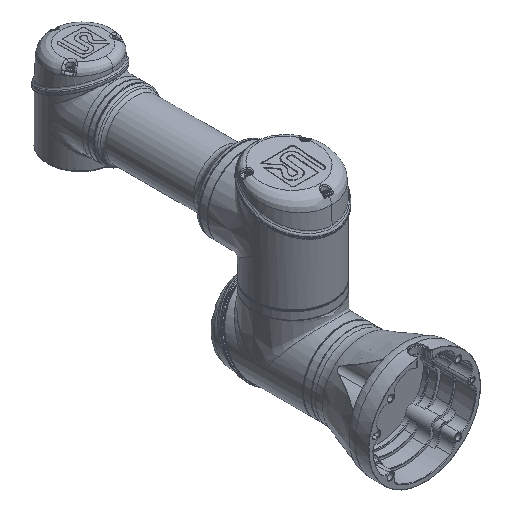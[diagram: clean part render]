
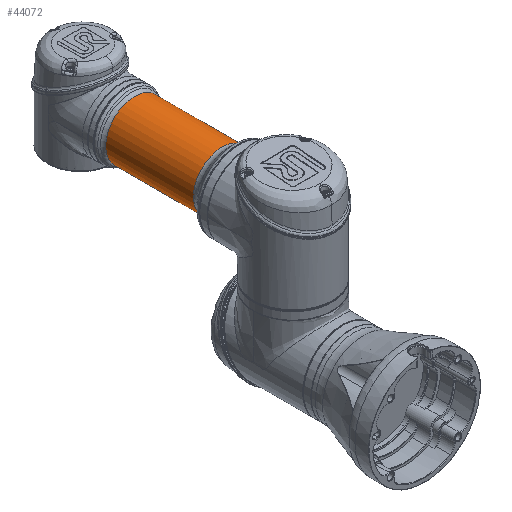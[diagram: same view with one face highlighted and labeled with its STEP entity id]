
A CAD part, isometric view. The second image highlights one B-rep face of the part: STEP entity #44072.
In plain terms, the highlighted cylindrical face has radius 33 mm (diameter 66 mm), a full revolution.
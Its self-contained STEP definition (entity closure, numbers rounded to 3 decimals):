
#7704=FACE_OUTER_BOUND('',#10534,.T.);
#10534=EDGE_LOOP('',(#35506,#35507,#35508,#35509));
#12900=LINE('',#124381,#14583);
#14583=VECTOR('',#56639,33.);
#16858=CIRCLE('',#48422,33.);
#16860=CIRCLE('',#48425,33.);
#20335=VERTEX_POINT('',#124375);
#20336=VERTEX_POINT('',#124379);
#25650=EDGE_CURVE('',#20335,#20335,#16858,.T.);
#25652=EDGE_CURVE('',#20336,#20336,#16860,.T.);
#25653=EDGE_CURVE('',#20336,#20335,#12900,.T.);
#35506=ORIENTED_EDGE('',*,*,#25652,.T.);
#35507=ORIENTED_EDGE('',*,*,#25653,.T.);
#35508=ORIENTED_EDGE('',*,*,#25650,.T.);
#35509=ORIENTED_EDGE('',*,*,#25653,.F.);
#42389=CYLINDRICAL_SURFACE('',#48424,33.);
#44072=ADVANCED_FACE('',(#7704),#42389,.T.);
#48422=AXIS2_PLACEMENT_3D('',#124376,#56631,#56632);
#48424=AXIS2_PLACEMENT_3D('',#124378,#56635,#56636);
#48425=AXIS2_PLACEMENT_3D('',#124380,#56637,#56638);
#56631=DIRECTION('center_axis',(-1.,0.,0.));
#56632=DIRECTION('ref_axis',(0.,-0.682,0.731));
#56635=DIRECTION('center_axis',(-1.,0.,0.));
#56636=DIRECTION('ref_axis',(0.,-0.682,0.731));
#56637=DIRECTION('center_axis',(1.,0.,0.));
#56638=DIRECTION('ref_axis',(0.,-0.682,0.731));
#56639=DIRECTION('',(1.,0.,0.));
#124375=CARTESIAN_POINT('',(-80.963,22.512,-24.129));
#124376=CARTESIAN_POINT('Origin',(-80.963,0.,
0.));
#124378=CARTESIAN_POINT('Origin',(-199.35,0.,0.));
#124379=CARTESIAN_POINT('',(-181.308,22.512,-24.129));
#124380=CARTESIAN_POINT('Origin',(-181.308,0.,
0.));
#124381=CARTESIAN_POINT('',(-199.35,22.512,-24.129));
